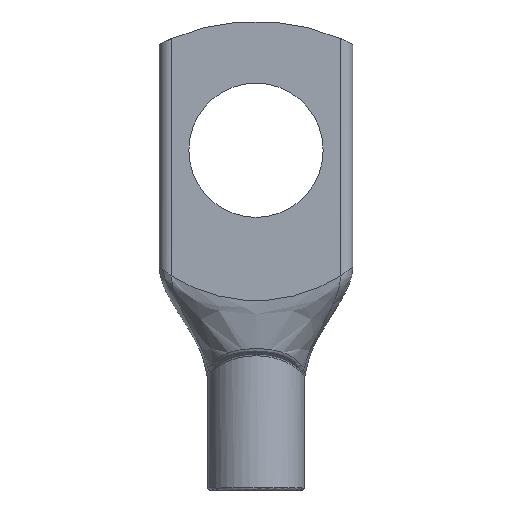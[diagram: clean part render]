
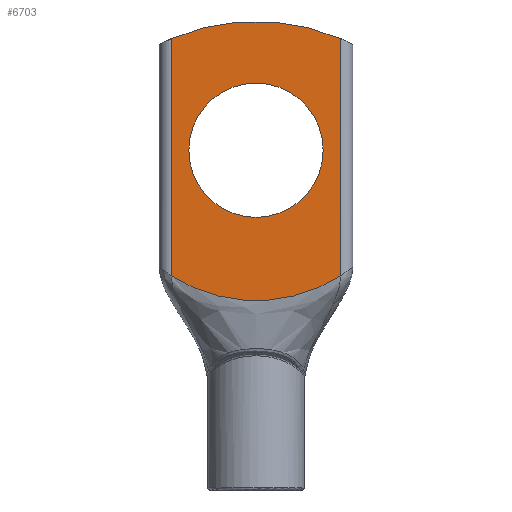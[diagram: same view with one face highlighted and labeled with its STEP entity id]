
A CAD part, front view. The second image highlights one B-rep face of the part: STEP entity #6703.
In plain terms, the highlighted planar face has unit normal (0, -1, 0).
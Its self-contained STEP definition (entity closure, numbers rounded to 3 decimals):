
#5531=CARTESIAN_POINT('',(-7.85,-6.,9.93));
#5532=VERTEX_POINT('',#5531);
#5767=CARTESIAN_POINT('',(7.85,-6.,9.93));
#5768=VERTEX_POINT('',#5767);
#5783=CARTESIAN_POINT('',(0.,-6.,22.121));
#5784=DIRECTION('',(0.0,1.0,0.0));
#5785=DIRECTION('',(0.621,0.0,-0.784));
#5786=AXIS2_PLACEMENT_3D('',#5783,#5784,#5785);
#5787=CIRCLE('',#5786,14.5);
#5788=EDGE_CURVE('',#5768,#5532,#5787,.T.);
#6400=CARTESIAN_POINT('',(6.25,-6.0,21.621));
#6401=VERTEX_POINT('',#6400);
#6402=CARTESIAN_POINT('',(0.,-6.0,21.621));
#6403=DIRECTION('',(0.0,1.0,0.0));
#6404=DIRECTION('',(-1.0,0.0,0.0));
#6405=AXIS2_PLACEMENT_3D('',#6402,#6403,#6404);
#6406=CIRCLE('',#6405,6.25);
#6407=EDGE_CURVE('',#6401,#6401,#6406,.T.);
#6581=CARTESIAN_POINT('',(-7.85,-6.,32.016));
#6582=VERTEX_POINT('',#6581);
#6598=CARTESIAN_POINT('',(7.85,-6.,32.016));
#6599=VERTEX_POINT('',#6598);
#6600=CARTESIAN_POINT('',(0.,-6.,13.621));
#6601=DIRECTION('',(0.0,1.0,0.0));
#6602=DIRECTION('',(-0.45,0.0,0.893));
#6603=AXIS2_PLACEMENT_3D('',#6600,#6601,#6602);
#6604=CIRCLE('',#6603,20.);
#6605=EDGE_CURVE('',#6582,#6599,#6604,.T.);
#6660=CARTESIAN_POINT('',(-7.85,-6.0,9.93));
#6661=DIRECTION('',(0.0,0.0,1.0));
#6662=VECTOR('',#6661,22.086);
#6663=LINE('',#6660,#6662);
#6664=EDGE_CURVE('',#5532,#6582,#6663,.T.);
#6684=CARTESIAN_POINT('',(0.,-6.0,20.864));
#6685=DIRECTION('',(0.0,1.0,0.0));
#6686=DIRECTION('',(0.0,0.0,1.0));
#6687=AXIS2_PLACEMENT_3D('',#6684,#6685,#6686);
#6688=PLANE('',#6687);
#6689=ORIENTED_EDGE('',*,*,#6664,.F.);
#6690=ORIENTED_EDGE('',*,*,#5788,.F.);
#6691=CARTESIAN_POINT('',(7.85,-6.0,32.016));
#6692=DIRECTION('',(0.0,0.0,-1.0));
#6693=VECTOR('',#6692,22.086);
#6694=LINE('',#6691,#6693);
#6695=EDGE_CURVE('',#6599,#5768,#6694,.T.);
#6696=ORIENTED_EDGE('',*,*,#6695,.F.);
#6697=ORIENTED_EDGE('',*,*,#6605,.F.);
#6698=EDGE_LOOP('',(#6689,#6690,#6696,#6697));
#6699=FACE_OUTER_BOUND('',#6698,.T.);
#6700=ORIENTED_EDGE('',*,*,#6407,.T.);
#6701=EDGE_LOOP('',(#6700));
#6702=FACE_BOUND('',#6701,.T.);
#6703=ADVANCED_FACE('',(#6699,#6702),#6688,.F.);
